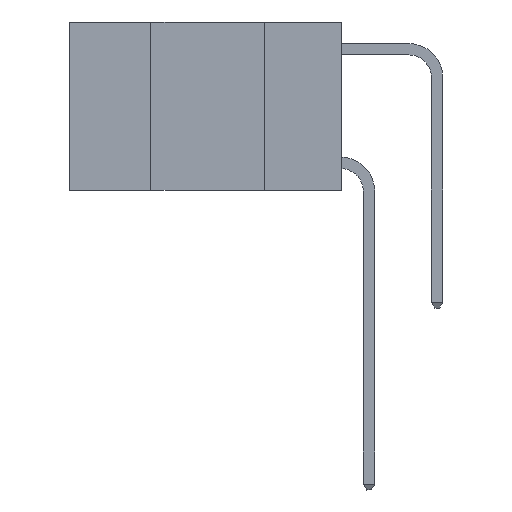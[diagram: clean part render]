
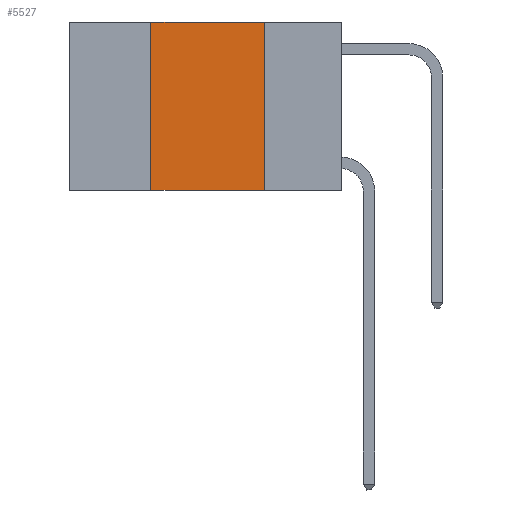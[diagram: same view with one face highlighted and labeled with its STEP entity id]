
A CAD part, left-side view. The second image highlights one B-rep face of the part: STEP entity #5527.
In plain terms, the highlighted planar face has unit normal (-1, 0, 0).
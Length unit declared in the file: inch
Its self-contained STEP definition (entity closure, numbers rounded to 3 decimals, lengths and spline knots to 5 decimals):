
#560 = LINE ( 'NONE', #7627, #2287 ) ;
#785 = CARTESIAN_POINT ( 'NONE',  ( 0., 0.42, 0. ) ) ;
#1395 = LINE ( 'NONE', #5697, #2015 ) ;
#1568 = CARTESIAN_POINT ( 'NONE',  ( 0., 0.42, -0.37 ) ) ;
#2015 = VECTOR ( 'NONE', #12110, 39.37008 ) ;
#2287 = VECTOR ( 'NONE', #8574, 39.37008 ) ;
#2621 = ORIENTED_EDGE ( 'NONE', *, *, #4308, .F. ) ;
#2980 = EDGE_CURVE ( 'NONE', #6029, #7554, #1395, .T. ) ;
#3499 = EDGE_LOOP ( 'NONE', ( #5347, #6203, #2621, #6341 ) ) ;
#3753 = CARTESIAN_POINT ( 'NONE',  ( 0., 0.6, 0. ) ) ;
#3889 = FACE_OUTER_BOUND ( 'NONE', #3499, .T. ) ;
#4308 = EDGE_CURVE ( 'NONE', #6029, #9727, #10053, .T. ) ;
#4731 = DIRECTION ( 'NONE',  ( 0., 0., -1. ) ) ;
#4803 = DIRECTION ( 'NONE',  ( 0., 0., 1. ) ) ;
#4828 = CARTESIAN_POINT ( 'NONE',  ( 0., 0.17, 0. ) ) ;
#4832 = CARTESIAN_POINT ( 'NONE',  ( 0., 0.17, 0. ) ) ;
#5347 = ORIENTED_EDGE ( 'NONE', *, *, #6604, .F. ) ;
#5527 = ADVANCED_FACE ( 'NONE', ( #3889 ), #9286, .F. ) ;
#5697 = CARTESIAN_POINT ( 'NONE',  ( 0., 0.6, -0.37 ) ) ;
#6029 = VERTEX_POINT ( 'NONE', #1568 ) ;
#6203 = ORIENTED_EDGE ( 'NONE', *, *, #7877, .F. ) ;
#6341 = ORIENTED_EDGE ( 'NONE', *, *, #2980, .T. ) ;
#6485 = LINE ( 'NONE', #4832, #8616 ) ;
#6604 = EDGE_CURVE ( 'NONE', #8438, #7554, #6485, .T. ) ;
#7023 = VECTOR ( 'NONE', #4803, 39.37008 ) ;
#7080 = CARTESIAN_POINT ( 'NONE',  ( 0., 0.42, 0. ) ) ;
#7554 = VERTEX_POINT ( 'NONE', #8992 ) ;
#7627 = CARTESIAN_POINT ( 'NONE',  ( 0., 0.6, 0. ) ) ;
#7877 = EDGE_CURVE ( 'NONE', #9727, #8438, #560, .T. ) ;
#8438 = VERTEX_POINT ( 'NONE', #4828 ) ;
#8574 = DIRECTION ( 'NONE',  ( 0., -1., 0. ) ) ;
#8616 = VECTOR ( 'NONE', #12170, 39.37008 ) ;
#8726 = AXIS2_PLACEMENT_3D ( 'NONE', #3753, #10223, #4731 ) ;
#8992 = CARTESIAN_POINT ( 'NONE',  ( 0., 0.17, -0.37 ) ) ;
#9286 = PLANE ( 'NONE',  #8726 ) ;
#9727 = VERTEX_POINT ( 'NONE', #7080 ) ;
#10053 = LINE ( 'NONE', #785, #7023 ) ;
#10223 = DIRECTION ( 'NONE',  ( 1., 0., 0. ) ) ;
#12110 = DIRECTION ( 'NONE',  ( 0., -1., 0. ) ) ;
#12170 = DIRECTION ( 'NONE',  ( 0., 0., -1. ) ) ;
